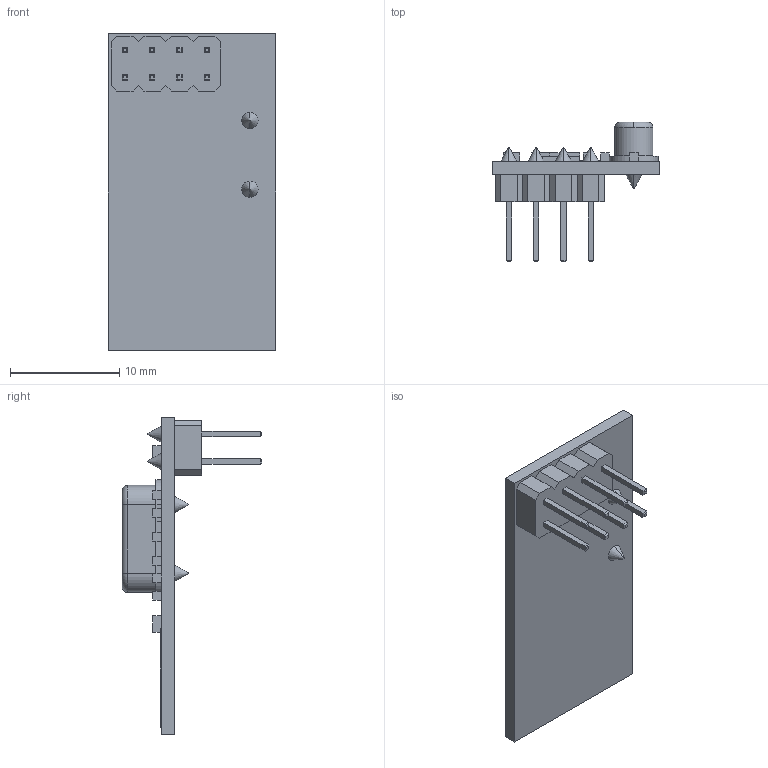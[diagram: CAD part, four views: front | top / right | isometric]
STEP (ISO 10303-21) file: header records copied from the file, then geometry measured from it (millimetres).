
FILE_DESCRIPTION (( 'STEP AP214' ), '1' );
FILE_NAME ('RadioFrequencyCommunicationModule_nRF24L01.STEP', '2024-08-27T13:05:24', ( '' ), ( '' ), 'SwSTEP 2.0', 'SolidWorks 2022', '' );
FILE_SCHEMA (( 'AUTOMOTIVE_DESIGN' ));
Length unit declared in the file: millimetre
Products named in the file (1): RadioFrequencyCommunicationModule_nRF24L01
Bounding box: 15.3 x 12.8 x 29 mm (x, y, z)
Volume: 814.9 mm3; surface area: 1325.3 mm2
Topology: 1 solids, 1 shells, 310 faces, 749 edges, 483 vertices
Faces by surface type: plane 259, cylinder 28, cone 20, torus 3
Entity records: 11910 total; most frequent: CARTESIAN_POINT 1543, ORIENTED_EDGE 1498, DIRECTION 1485, EDGE_CURVE 749, VECTOR 635, LINE 635, VERTEX_POINT 483, AXIS2_PLACEMENT_3D 425
